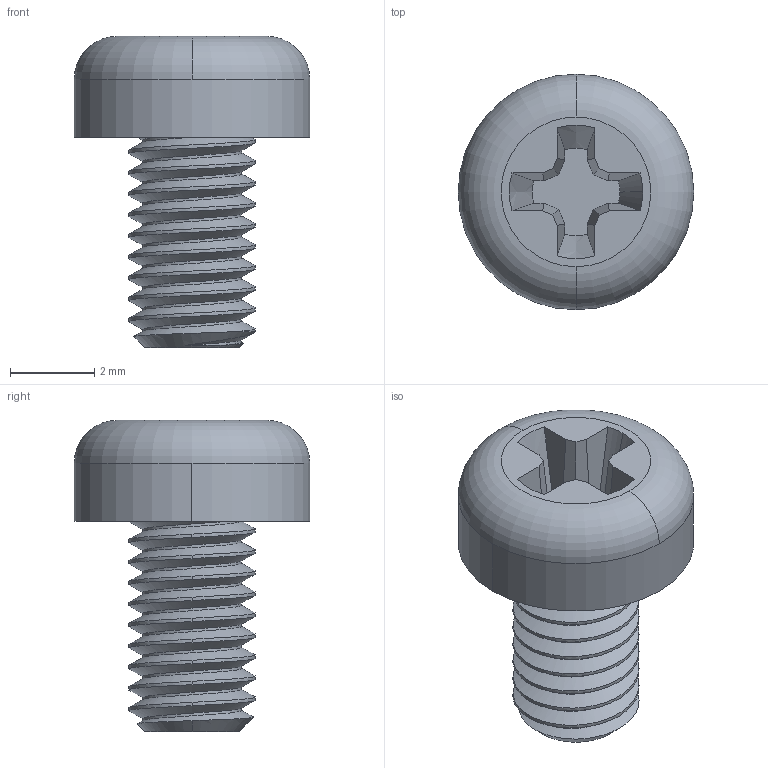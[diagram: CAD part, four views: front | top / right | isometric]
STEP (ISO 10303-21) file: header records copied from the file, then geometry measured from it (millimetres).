
FILE_DESCRIPTION (( 'STEP AP203' ), '1' );
FILE_NAME ('94879A114.step', '2012-07-24T17:31:01', ( 'Admin' ), ( 'Microsoft' ), 'SwSTEP 2.0', 'SolidWorks 2012', '' );
FILE_SCHEMA (( 'CONFIG_CONTROL_DESIGN' ));
Length unit declared in the file: millimetre
Products named in the file (1): 94879A114
Bounding box: 5.6 x 5.6 x 7.4 mm (x, y, z)
Volume: 76.6 mm3; surface area: 171.5 mm2
Topology: 1 solids, 1 shells, 55 faces, 152 edges, 101 vertices
Faces by surface type: cylinder 22, plane 20, cone 8, bspline 3, torus 2
Entity records: 3401 total; most frequent: CARTESIAN_POINT 2059, ORIENTED_EDGE 304, DIRECTION 225, EDGE_CURVE 152, VERTEX_POINT 101, AXIS2_PLACEMENT_3D 78, LINE 69, VECTOR 69
